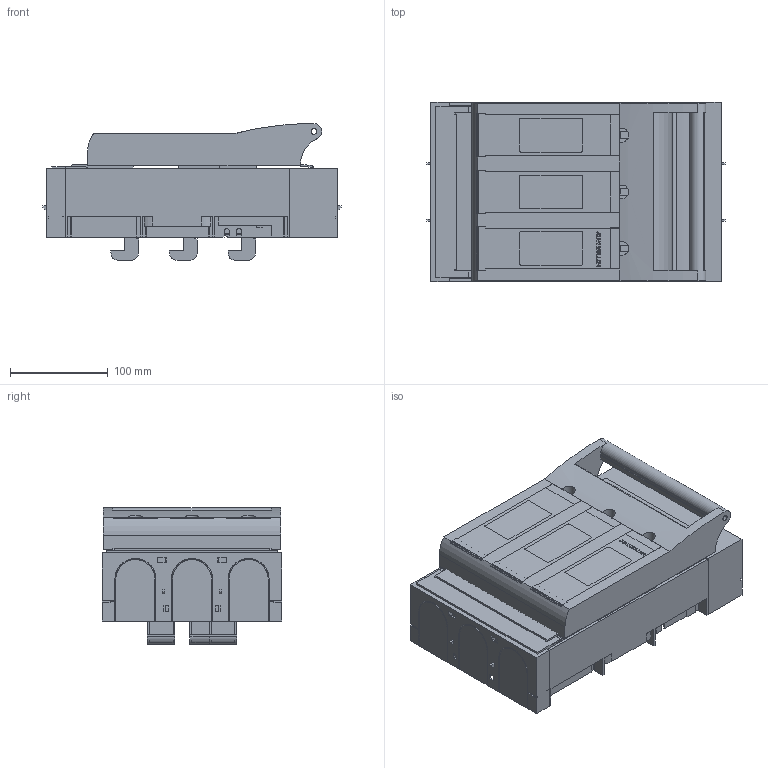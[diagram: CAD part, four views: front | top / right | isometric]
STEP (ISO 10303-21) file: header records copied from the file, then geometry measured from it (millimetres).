
FILE_DESCRIPTION(('CATIA V5 STEP'),'2;1');
FILE_NAME('T0583_L_KETO-1-3_60_Ao.stp','2015-01-29T11:08:52+00:00',('none'),('Jean Müller GmbH'),'CATIA Version 5 Release 19 SP 9 (IN-10)','CATIA V5 STEP AP214','none');
FILE_SCHEMA(('AUTOMOTIVE_DESIGN { 1 0 10303 214 1 1 1 1 }'));
Length unit declared in the file: millimetre
Products named in the file (13): T0583_01_KETO-1-3/60/Ao; 34226_L_Gehaeuse Sammelschienentrenner; 158634_Anschlusslasche; 158635_L_Anschlussschiene L1; 158636_L_Anschlussschiene L2; 158637_L_Anschlussschiene L3; 5491_05_Klemmbuegel kpl; 34213_L_SK-Montagehaube; 34227_L_Schutzabdeckung Gr1 oben; 34228_L_Schutzabdeckung Gr1 unten; 34202_L_Frontplatte Gr1; 34208_L01_Scheibe Gr1; 34208_L_Scheibe Gr.1
Assembly tree (17 placements, depth 3):
  T0583_01_KETO-1-3/60/Ao
    34226_L_Gehaeuse Sammelschienentrenner
    158634_Anschlusslasche  x3
    158635_L_Anschlussschiene L1
    158636_L_Anschlussschiene L2
    158637_L_Anschlussschiene L3
    5491_05_Klemmbuegel kpl  x3
      34213_L_SK-Montagehaube
    34227_L_Schutzabdeckung Gr1 oben
    34228_L_Schutzabdeckung Gr1 unten
    34202_L_Frontplatte Gr1
    34208_L01_Scheibe Gr1
    34208_L_Scheibe Gr.1  x2
Bounding box: 305.7 x 183.5 x 140.3 mm (x, y, z)
Volume: 1856212.1 mm3; surface area: 733246.8 mm2
Topology: 16 solids, 16 shells, 1777 faces, 5568 edges, 3726 vertices
Faces by surface type: plane 1525, cylinder 228, cone 24
Entity records: 52837 total; most frequent: ORIENTED_EDGE 10094, CARTESIAN_POINT 9865, DIRECTION 7076, EDGE_CURVE 5047, VECTOR 4579, LINE 4579, VERTEX_POINT 3376, EDGE_LOOP 1697
